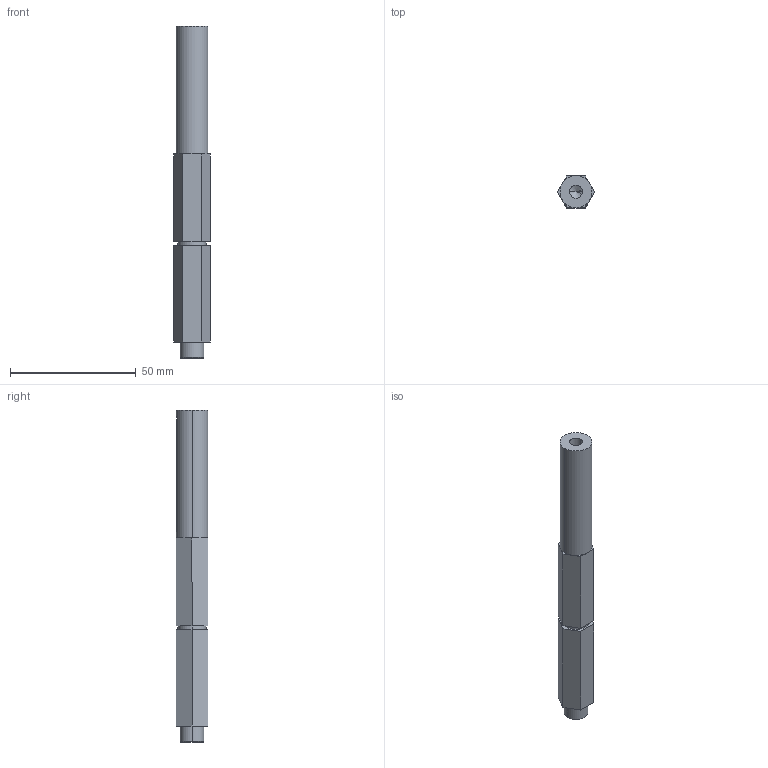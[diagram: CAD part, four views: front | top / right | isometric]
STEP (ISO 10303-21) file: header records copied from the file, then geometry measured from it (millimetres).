
FILE_DESCRIPTION (( 'STEP AP214' ), '1' );
FILE_NAME ('am-3521 3 Stage Evo Shifter Short Keyed Output Shaft REV2.STEP', '2018-07-02T12:59:46', ( '' ), ( '' ), 'SwSTEP 2.0', 'SolidWorks 2017', '' );
FILE_SCHEMA (( 'AUTOMOTIVE_DESIGN' ));
Length unit declared in the file: inch
Products named in the file (1): am-3521 3 Stage Evo Shifter Short Keyed Output Shaft REV2
Bounding box: 14.66 x 12.7 x 131.78 mm (x, y, z)
Volume: 16317.6 mm3; surface area: 6469.2 mm2
Topology: 1 solids, 1 shells, 45 faces, 102 edges, 63 vertices
Faces by surface type: plane 27, cylinder 12, cone 6
Entity records: 1350 total; most frequent: CARTESIAN_POINT 259, DIRECTION 222, ORIENTED_EDGE 200, EDGE_CURVE 100, AXIS2_PLACEMENT_3D 78, LINE 66, VECTOR 66, VERTEX_POINT 63
